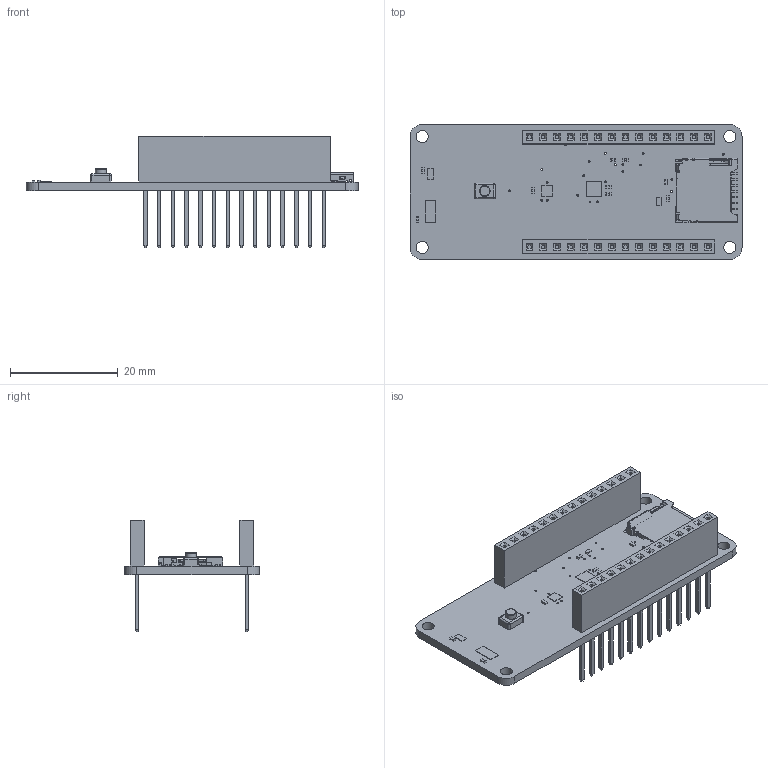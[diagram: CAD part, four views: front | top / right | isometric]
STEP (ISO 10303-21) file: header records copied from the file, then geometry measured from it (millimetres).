
FILE_DESCRIPTION(/* description */ (''),/* implementation_level */ '2;1');
FILE_NAME(/* name */ 'MKRENVShieldV4.0 v2.step',/* time_stamp */ '2021-04-23T11:37:49+02:00',/* author */ (''),/* organization */ (''),/* preprocessor_version */ 'ST-DEVELOPER v18.1',/* originating_system */ 'Autodesk Translation Framework v9.10.0.1330',/* authorisation */ '');
FILE_SCHEMA (('AUTOMOTIVE_DESIGN { 1 0 10303 214 3 1 1 }'));
Length unit declared in the file: millimetre
Products named in the file (14): MKRENVShieldV4.0; PCB Component; Board; TEMT6000X01; 100n; LPS22; HTS221; -; PTS820; 10u; VEML6075; DNP; arduino_MF_header_14x1_P2.54; arduino_MF_header_14x1_P2.54 v2(Mirror)
Assembly tree (22 placements, depth 3):
  MKRENVShieldV4.0
    PCB Component
      Board
      TEMT6000X01
      100n  x9
      LPS22
      HTS221
      -
      PTS820
      10u
      VEML6075
      DNP  x2
    arduino_MF_header_14x1_P2.54
    arduino_MF_header_14x1_P2.54 v2(Mirror)
Bounding box: 61.5 x 25 x 20.7 mm (x, y, z)
Volume: 4093.2 mm3; surface area: 7114.9 mm2
Topology: 53 solids, 53 shells, 1814 faces, 4549 edges, 2873 vertices
Faces by surface type: plane 1359, cylinder 402, bspline 32, torus 17, sphere 4
Full cylindrical faces by diameter (mm): 0.35 x26, 0.5 x2, 1.016 x28, 2 x1, 2.25 x4
Entity records: 51630 total; most frequent: CARTESIAN_POINT 9941, ORIENTED_EDGE 8466, DIRECTION 8316, EDGE_CURVE 4233, LINE 3346, VECTOR 3346, VERTEX_POINT 2673, AXIS2_PLACEMENT_3D 2485
